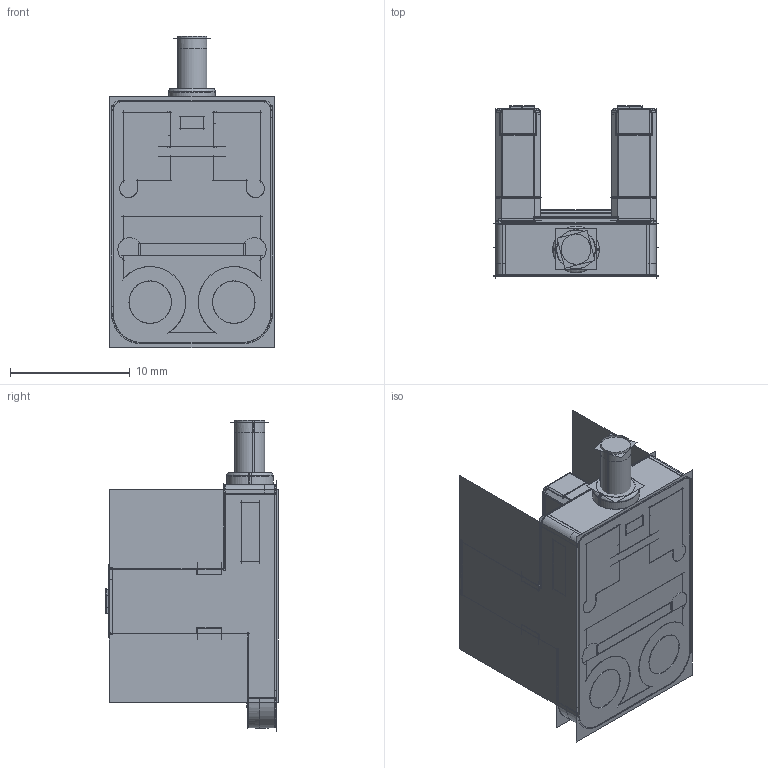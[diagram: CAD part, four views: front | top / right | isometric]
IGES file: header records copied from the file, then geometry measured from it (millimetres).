
Start section:  PTC IGES file: pu-45ny_asm.igs
Global section: file name: pu-45ny_asm.igs; native system: Creo Parametric by PTC Inc.; preprocessor: 2018400; author: Administrator; organization: Unknown; date: 20191125.103124; units: millimetre
Bounding box: 13.73 x 14.41 x 26.03 mm (x, y, z)
Surface area: 19913.6 mm2 (no closed solid volume)
Topology: 0 solids, 0 shells, 984 faces, 17920 edges, 22822 vertices
Faces by surface type: bspline 828, revolution 156
